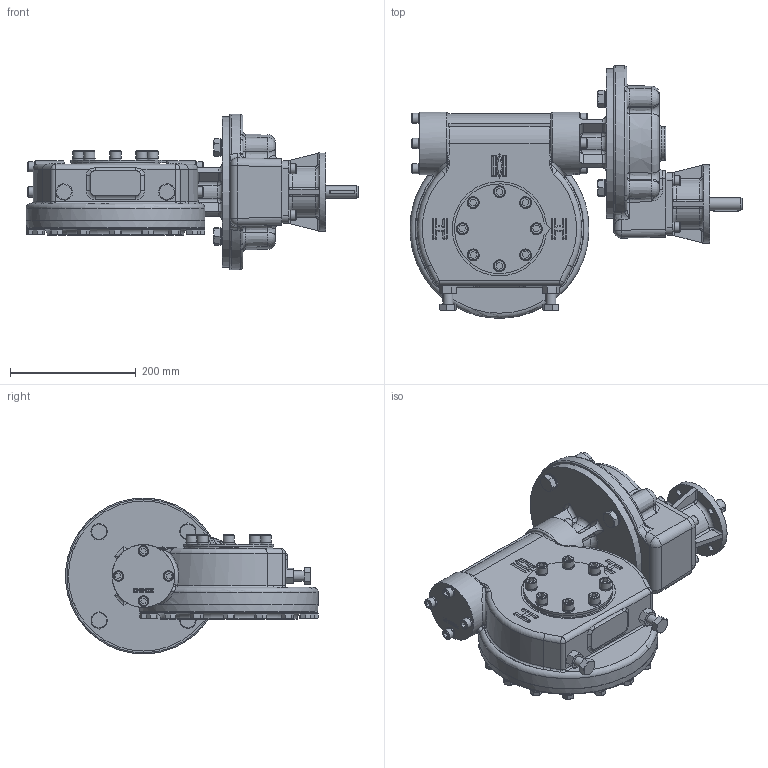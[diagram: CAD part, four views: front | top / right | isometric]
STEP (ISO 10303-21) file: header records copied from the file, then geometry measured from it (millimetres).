
FILE_DESCRIPTION(/* description */ ('Unknown'),/* implementation_level */ '2;1');
FILE_NAME(/* name */ 'PUB-IW56-IR1L_0-1_SOLID-STEP',/* time_stamp */ '2019-12-12T10:08:21+00:00',/* author */ ('Unknown'),/* organization */ ('Unknown'),/* preprocessor_version */ 'ST-DEVELOPER v16.7',/* originating_system */ 'DEX',/* authorisation */ $);
FILE_SCHEMA (('AUTOMOTIVE_DESIGN {1 0 10303 214 3 1 1}'));
Products named in the file (1): PUB-IW56-IR1L_SOLID_0-1
Bounding box: 528.91 x 402.25 x 248.3 mm (x, y, z)
Volume: 6379349.4 mm3; surface area: 1048235.9 mm2
Topology: 1 solids, 74 shells, 3239 faces, 7884 edges, 4954 vertices
Faces by surface type: plane 1750, cylinder 572, bspline 384, cone 280, torus 209, sphere 44
Full cylindrical faces by diameter (mm): 0.5 x1, 8.376 x8, 8.5 x24, 10 x28, 10.1 x16, 10.5 x32, 10.7 x28, 12 x8, 12.5 x8, 13 x8, 13.835 x16, 13.97 x1, 16 x20, 16.5 x4, 16.6 x28, 18 x9, 19 x8, 20 x1, 25.325 x2, 30 x3, 30.105 x1, 35 x1, 35.105 x1, 36.5 x1, 45 x1, 47 x1, 52 x2, 59.555 x1, 60.18 x1, 62 x2
Entity records: 123192 total; most frequent: CARTESIAN_POINT 32123, ORIENTED_EDGE 14018, DIRECTION 13125, EDGE_CURVE 7009, AXIS2_PLACEMENT_3D 4992, VERTEX_POINT 4676, FACE_BOUND 4093, EDGE_LOOP 4068
